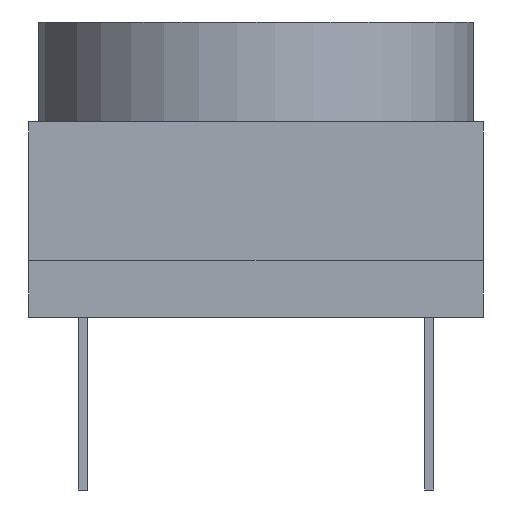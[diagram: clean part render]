
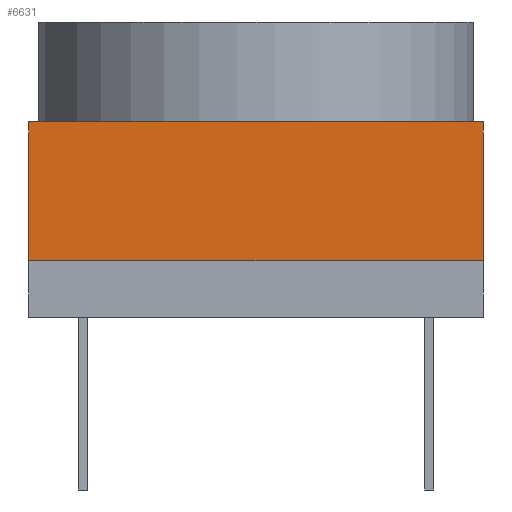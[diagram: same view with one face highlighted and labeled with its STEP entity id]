
A CAD part, front view. The second image highlights one B-rep face of the part: STEP entity #6631.
In plain terms, the highlighted planar face has unit normal (0, -1, 0).
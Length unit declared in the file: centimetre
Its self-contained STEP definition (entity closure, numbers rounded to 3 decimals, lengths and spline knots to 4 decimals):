
#767=FACE_OUTER_BOUND('',#1183,.T.);
#1183=EDGE_LOOP('',(#6010,#6011,#6012,#6013));
#1291=LINE('',#8353,#1998);
#1296=LINE('',#8364,#2003);
#1302=LINE('',#8377,#2009);
#1890=LINE('',#11473,#2597);
#1998=VECTOR('',#7104,1.);
#2003=VECTOR('',#7113,1.);
#2009=VECTOR('',#7123,1.);
#2597=VECTOR('',#8123,1.);
#2618=VERTEX_POINT('',#8185);
#2670=VERTEX_POINT('',#8349);
#2673=VERTEX_POINT('',#8361);
#2674=VERTEX_POINT('',#8363);
#3326=EDGE_CURVE('',#2618,#2670,#1291,.T.);
#3331=EDGE_CURVE('',#2674,#2673,#1296,.T.);
#3338=EDGE_CURVE('',#2673,#2618,#1302,.T.);
#4149=EDGE_CURVE('',#2670,#2674,#1890,.T.);
#6010=ORIENTED_EDGE('',*,*,#3331,.T.);
#6011=ORIENTED_EDGE('',*,*,#3338,.T.);
#6012=ORIENTED_EDGE('',*,*,#3326,.T.);
#6013=ORIENTED_EDGE('',*,*,#4149,.T.);
#6266=PLANE('',#6902);
#6631=ADVANCED_FACE('',(#767),#6266,.T.);
#6902=AXIS2_PLACEMENT_3D('',#11474,#8124,#8125);
#7104=DIRECTION('',(1.,0.,0.));
#7113=DIRECTION('',(-1.,0.,0.));
#7123=DIRECTION('',(0.,0.,-1.));
#8123=DIRECTION('',(0.,0.,1.));
#8124=DIRECTION('center_axis',(0.,-1.,0.));
#8125=DIRECTION('ref_axis',(0.,0.,
-1.));
#8185=CARTESIAN_POINT('',(-0.5,-0.5,-0.1525));
#8349=CARTESIAN_POINT('',(0.5,-0.5,-0.1525));
#8353=CARTESIAN_POINT('',(-0.5,-0.5,-0.1525));
#8361=CARTESIAN_POINT('',(-0.5,-0.5,0.1525));
#8363=CARTESIAN_POINT('',(0.5,-0.5,0.1525));
#8364=CARTESIAN_POINT('',(-0.5,-0.5,0.1525));
#8377=CARTESIAN_POINT('',(-0.5,-0.5,0.));
#11473=CARTESIAN_POINT('',(0.5,-0.5,0.));
#11474=CARTESIAN_POINT('Origin',(0.5,-0.5,0.));
